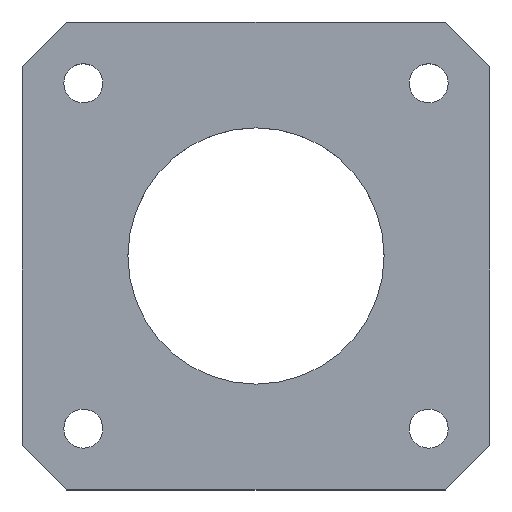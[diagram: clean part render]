
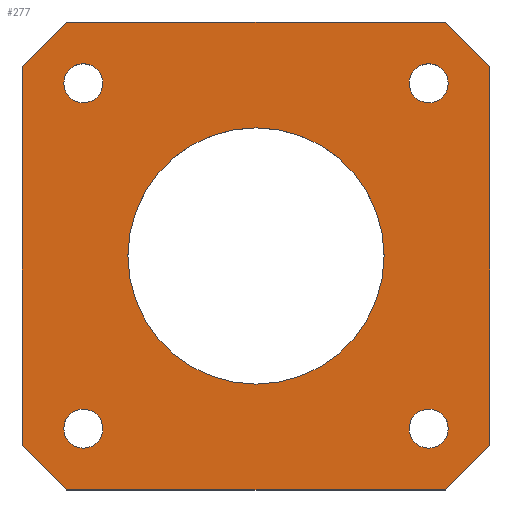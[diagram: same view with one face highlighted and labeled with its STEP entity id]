
A CAD part, top view. The second image highlights one B-rep face of the part: STEP entity #277.
In plain terms, the highlighted planar face has unit normal (0, 0, 1).
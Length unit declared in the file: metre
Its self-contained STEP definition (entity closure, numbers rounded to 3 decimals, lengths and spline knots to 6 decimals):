
#17=CIRCLE('',#306,0.0115);
#18=CIRCLE('',#307,0.00175);
#19=CIRCLE('',#308,0.00175);
#20=CIRCLE('',#309,0.00175);
#21=CIRCLE('',#310,0.00175);
#43=ORIENTED_EDGE('',*,*,#111,.T.);
#44=ORIENTED_EDGE('',*,*,#112,.T.);
#45=ORIENTED_EDGE('',*,*,#113,.T.);
#46=ORIENTED_EDGE('',*,*,#114,.T.);
#47=ORIENTED_EDGE('',*,*,#115,.T.);
#48=ORIENTED_EDGE('',*,*,#105,.T.);
#49=ORIENTED_EDGE('',*,*,#116,.T.);
#50=ORIENTED_EDGE('',*,*,#107,.F.);
#51=ORIENTED_EDGE('',*,*,#117,.T.);
#52=ORIENTED_EDGE('',*,*,#95,.F.);
#53=ORIENTED_EDGE('',*,*,#118,.T.);
#54=ORIENTED_EDGE('',*,*,#101,.T.);
#55=ORIENTED_EDGE('',*,*,#119,.T.);
#95=EDGE_CURVE('',#129,#130,#155,.T.);
#101=EDGE_CURVE('',#136,#135,#161,.T.);
#105=EDGE_CURVE('',#140,#139,#165,.T.);
#107=EDGE_CURVE('',#141,#142,#167,.T.);
#111=EDGE_CURVE('',#145,#145,#17,.F.);
#112=EDGE_CURVE('',#146,#146,#18,.T.);
#113=EDGE_CURVE('',#147,#147,#19,.T.);
#114=EDGE_CURVE('',#148,#148,#20,.T.);
#115=EDGE_CURVE('',#149,#149,#21,.T.);
#116=EDGE_CURVE('',#139,#142,#171,.T.);
#117=EDGE_CURVE('',#141,#130,#172,.F.);
#118=EDGE_CURVE('',#129,#136,#173,.T.);
#119=EDGE_CURVE('',#135,#140,#174,.F.);
#129=VERTEX_POINT('',#405);
#130=VERTEX_POINT('',#406);
#135=VERTEX_POINT('',#417);
#136=VERTEX_POINT('',#419);
#139=VERTEX_POINT('',#426);
#140=VERTEX_POINT('',#428);
#141=VERTEX_POINT('',#432);
#142=VERTEX_POINT('',#433);
#145=VERTEX_POINT('',#441);
#146=VERTEX_POINT('',#443);
#147=VERTEX_POINT('',#445);
#148=VERTEX_POINT('',#447);
#149=VERTEX_POINT('',#449);
#155=LINE('',#404,#179);
#161=LINE('',#418,#185);
#165=LINE('',#427,#189);
#167=LINE('',#431,#191);
#171=LINE('',#450,#195);
#172=LINE('',#451,#196);
#173=LINE('',#452,#197);
#174=LINE('',#453,#198);
#179=VECTOR('',#330,1.);
#185=VECTOR('',#338,1.);
#189=VECTOR('',#344,1.);
#191=VECTOR('',#348,1.);
#195=VECTOR('',#364,1.);
#196=VECTOR('',#365,1.);
#197=VECTOR('',#366,1.);
#198=VECTOR('',#367,1.);
#207=EDGE_LOOP('',(#43));
#208=EDGE_LOOP('',(#44));
#209=EDGE_LOOP('',(#45));
#210=EDGE_LOOP('',(#46));
#211=EDGE_LOOP('',(#47));
#212=EDGE_LOOP('',(#48,#49,#50,#51,#52,#53,#54,#55));
#237=FACE_BOUND('',#207,.T.);
#238=FACE_BOUND('',#208,.T.);
#239=FACE_BOUND('',#209,.T.);
#240=FACE_BOUND('',#210,.T.);
#241=FACE_BOUND('',#211,.T.);
#242=FACE_BOUND('',#212,.T.);
#267=PLANE('',#305);
#277=ADVANCED_FACE('',(#237,#238,#239,#240,#241,#242),#267,.T.);
#305=AXIS2_PLACEMENT_3D('',#439,#352,#353);
#306=AXIS2_PLACEMENT_3D('',#440,#354,#355);
#307=AXIS2_PLACEMENT_3D('',#442,#356,#357);
#308=AXIS2_PLACEMENT_3D('',#444,#358,#359);
#309=AXIS2_PLACEMENT_3D('',#446,#360,#361);
#310=AXIS2_PLACEMENT_3D('',#448,#362,#363);
#330=DIRECTION('',(1.,0.,0.));
#338=DIRECTION('',(0.,-1.,0.));
#344=DIRECTION('',(1.,0.,0.));
#348=DIRECTION('',(0.,-1.,0.));
#352=DIRECTION('',(0.,0.,1.));
#353=DIRECTION('',(1.,0.,0.));
#354=DIRECTION('',(0.,0.,1.));
#355=DIRECTION('',(1.,0.,0.));
#356=DIRECTION('',(0.,0.,-1.));
#357=DIRECTION('',(-1.,0.,0.));
#358=DIRECTION('',(0.,0.,-1.));
#359=DIRECTION('',(-1.,0.,0.));
#360=DIRECTION('',(0.,0.,-1.));
#361=DIRECTION('',(-1.,0.,0.));
#362=DIRECTION('',(0.,0.,-1.));
#363=DIRECTION('',(-1.,0.,0.));
#364=DIRECTION('',(0.707,0.707,0.));
#365=DIRECTION('',(0.707,-0.707,0.));
#366=DIRECTION('',(-0.707,-0.707,0.));
#367=DIRECTION('',(-0.707,0.707,0.));
#404=CARTESIAN_POINT('',(0.,0.021,0.003));
#405=CARTESIAN_POINT('',(-0.017,0.021,0.003));
#406=CARTESIAN_POINT('',(0.017,0.021,0.003));
#417=CARTESIAN_POINT('',(-0.021,-0.017,0.003));
#418=CARTESIAN_POINT('',(-0.021,0.,0.003));
#419=CARTESIAN_POINT('',(-0.021,0.017,0.003));
#426=CARTESIAN_POINT('',(0.017,-0.021,0.003));
#427=CARTESIAN_POINT('',(0.,-0.021,0.003));
#428=CARTESIAN_POINT('',(-0.017,-0.021,0.003));
#431=CARTESIAN_POINT('',(0.021,0.,0.003));
#432=CARTESIAN_POINT('',(0.021,0.017,0.003));
#433=CARTESIAN_POINT('',(0.021,-0.017,0.003));
#439=CARTESIAN_POINT('',(0.,0.,0.003));
#440=CARTESIAN_POINT('',(0.,0.,0.003));
#441=CARTESIAN_POINT('',(0.0115,0.,0.003));
#442=CARTESIAN_POINT('',(-0.0155,-0.0155,0.003));
#443=CARTESIAN_POINT('',(-0.01725,-0.0155,0.003));
#444=CARTESIAN_POINT('',(0.0155,-0.0155,0.003));
#445=CARTESIAN_POINT('',(0.01375,-0.0155,0.003));
#446=CARTESIAN_POINT('',(0.0155,0.0155,0.003));
#447=CARTESIAN_POINT('',(0.01375,0.0155,0.003));
#448=CARTESIAN_POINT('',(-0.0155,0.0155,0.003));
#449=CARTESIAN_POINT('',(-0.01725,0.0155,0.003));
#450=CARTESIAN_POINT('',(0.019,-0.019,0.003));
#451=CARTESIAN_POINT('',(0.019,0.019,0.003));
#452=CARTESIAN_POINT('',(-0.019,0.019,0.003));
#453=CARTESIAN_POINT('',(-0.019,-0.019,0.003));
